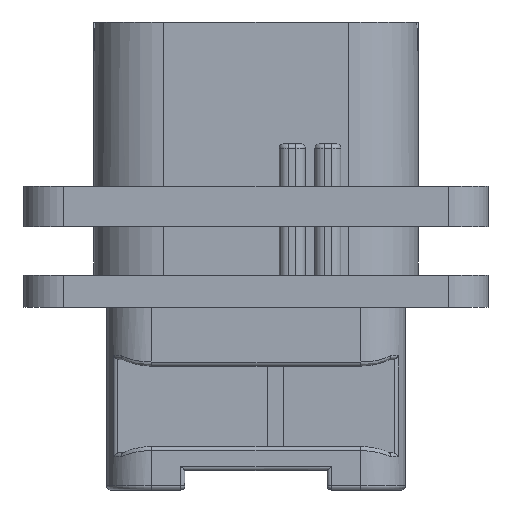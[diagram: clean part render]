
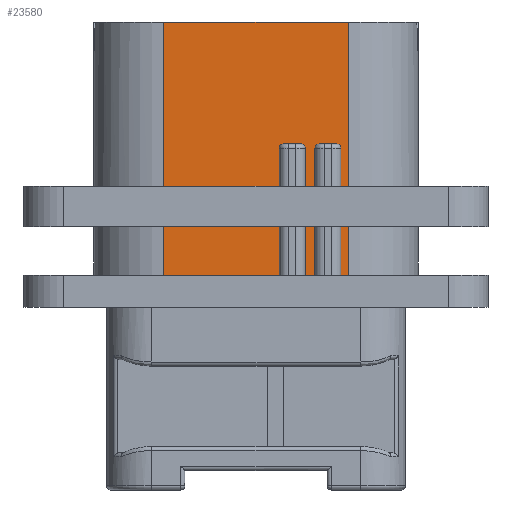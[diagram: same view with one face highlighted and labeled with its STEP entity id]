
A CAD part, front view. The second image highlights one B-rep face of the part: STEP entity #23580.
In plain terms, the highlighted planar face has unit normal (0, -1, 0).
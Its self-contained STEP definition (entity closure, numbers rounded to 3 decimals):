
#1297=DIRECTION('',(1.,0.,0.));
#1298=VECTOR('',#1297,11.4);
#1299=CARTESIAN_POINT('',(-5.7,-9.,17.67));
#1300=LINE('',#1299,#1298);
#1818=DIRECTION('',(1.,0.,0.));
#1819=VECTOR('',#1818,0.45);
#1820=CARTESIAN_POINT('',(5.25,-9.,2.));
#1821=LINE('',#1820,#1819);
#1916=DIRECTION('',(1.,0.,0.));
#1917=VECTOR('',#1916,7.14);
#1918=CARTESIAN_POINT('',(-5.7,-9.,2.));
#1919=LINE('',#1918,#1917);
#1928=DIRECTION('',(0.,0.,1.));
#1929=VECTOR('',#1928,7.87);
#1930=CARTESIAN_POINT('',(3.04,-9.,2.));
#1931=LINE('',#1930,#1929);
#1932=DIRECTION('',(1.,0.,0.));
#1933=VECTOR('',#1932,1.1);
#1934=CARTESIAN_POINT('',(1.69,-9.,10.12));
#1935=LINE('',#1934,#1933);
#1936=DIRECTION('',(0.,0.,1.));
#1937=VECTOR('',#1936,7.87);
#1938=CARTESIAN_POINT('',(1.44,-9.,2.));
#1939=LINE('',#1938,#1937);
#1940=DIRECTION('',(0.,0.,-1.));
#1941=VECTOR('',#1940,15.67);
#1942=CARTESIAN_POINT('',(-5.7,-9.,17.67));
#1943=LINE('',#1942,#1941);
#1944=DIRECTION('',(0.,0.,-1.));
#1945=VECTOR('',#1944,15.67);
#1946=CARTESIAN_POINT('',(5.7,-9.,17.67));
#1947=LINE('',#1946,#1945);
#1948=DIRECTION('',(0.,0.,1.));
#1949=VECTOR('',#1948,7.87);
#1950=CARTESIAN_POINT('',(5.25,-9.,2.));
#1951=LINE('',#1950,#1949);
#1952=DIRECTION('',(1.,0.,0.));
#1953=VECTOR('',#1952,1.1);
#1954=CARTESIAN_POINT('',(3.9,-9.,10.12));
#1955=LINE('',#1954,#1953);
#1956=DIRECTION('',(0.,0.,1.));
#1957=VECTOR('',#1956,7.87);
#1958=CARTESIAN_POINT('',(3.65,-9.,2.));
#1959=LINE('',#1958,#1957);
#1980=DIRECTION('',(1.,0.,0.));
#1981=VECTOR('',#1980,0.61);
#1982=CARTESIAN_POINT('',(3.04,-9.,2.));
#1983=LINE('',#1982,#1981);
#1992=CARTESIAN_POINT('',(3.9,-9.,9.87));
#1993=DIRECTION('',(0.,1.,0.));
#1994=DIRECTION('',(-1.,0.,0.));
#1995=AXIS2_PLACEMENT_3D('',#1992,#1993,#1994);
#2019=CARTESIAN_POINT('',(5.,-9.,9.87));
#2020=DIRECTION('',(0.,1.,0.));
#2021=DIRECTION('',(0.,0.,1.));
#2022=AXIS2_PLACEMENT_3D('',#2019,#2020,#2021);
#7452=CARTESIAN_POINT('',(2.79,-9.,9.87));
#7453=DIRECTION('',(0.,1.,0.));
#7454=DIRECTION('',(0.,0.,1.));
#7455=AXIS2_PLACEMENT_3D('',#7452,#7453,#7454);
#7482=CARTESIAN_POINT('',(1.69,-9.,9.87));
#7483=DIRECTION('',(0.,1.,0.));
#7484=DIRECTION('',(-1.,0.,0.));
#7485=AXIS2_PLACEMENT_3D('',#7482,#7483,#7484);
#18299=CARTESIAN_POINT('',(-5.7,-9.,17.67));
#18300=CARTESIAN_POINT('',(-5.7,-9.,2.));
#18301=VERTEX_POINT('',#18299);
#18302=VERTEX_POINT('',#18300);
#18303=CARTESIAN_POINT('',(5.7,-9.,17.67));
#18304=CARTESIAN_POINT('',(5.7,-9.,2.));
#18305=VERTEX_POINT('',#18303);
#18306=VERTEX_POINT('',#18304);
#20288=CARTESIAN_POINT('',(1.44,-9.,2.));
#20289=VERTEX_POINT('',#20288);
#20290=CARTESIAN_POINT('',(3.04,-9.,2.));
#20291=CARTESIAN_POINT('',(3.65,-9.,2.));
#20292=VERTEX_POINT('',#20290);
#20293=VERTEX_POINT('',#20291);
#20294=CARTESIAN_POINT('',(5.25,-9.,2.));
#20295=VERTEX_POINT('',#20294);
#20336=CARTESIAN_POINT('',(1.44,-9.,9.87));
#20337=VERTEX_POINT('',#20336);
#20338=CARTESIAN_POINT('',(3.04,-9.,9.87));
#20339=VERTEX_POINT('',#20338);
#20340=CARTESIAN_POINT('',(3.65,-9.,9.87));
#20341=VERTEX_POINT('',#20340);
#20342=CARTESIAN_POINT('',(5.25,-9.,9.87));
#20343=VERTEX_POINT('',#20342);
#20392=CARTESIAN_POINT('',(1.69,-9.,10.12));
#20393=VERTEX_POINT('',#20392);
#20394=CARTESIAN_POINT('',(2.79,-9.,10.12));
#20395=VERTEX_POINT('',#20394);
#20396=CARTESIAN_POINT('',(3.9,-9.,10.12));
#20397=VERTEX_POINT('',#20396);
#20398=CARTESIAN_POINT('',(5.,-9.,10.12));
#20399=VERTEX_POINT('',#20398);
#23546=CARTESIAN_POINT('',(-10.05,-9.,2.));
#23547=DIRECTION('',(0.,-1.,0.));
#23548=DIRECTION('',(1.,0.,0.));
#23549=AXIS2_PLACEMENT_3D('',#23546,#23547,#23548);
#23550=PLANE('',#23549);
#23552=ORIENTED_EDGE('',*,*,#23551,.T.);
#23554=ORIENTED_EDGE('',*,*,#23553,.F.);
#23556=ORIENTED_EDGE('',*,*,#23555,.F.);
#23558=ORIENTED_EDGE('',*,*,#23557,.F.);
#23559=ORIENTED_EDGE('',*,*,#23536,.F.);
#23560=ORIENTED_EDGE('',*,*,#23526,.F.);
#23562=ORIENTED_EDGE('',*,*,#23561,.F.);
#23563=ORIENTED_EDGE('',*,*,#22850,.T.);
#23564=ORIENTED_EDGE('',*,*,#23390,.T.);
#23565=ORIENTED_EDGE('',*,*,#23421,.F.);
#23567=ORIENTED_EDGE('',*,*,#23566,.T.);
#23569=ORIENTED_EDGE('',*,*,#23568,.F.);
#23571=ORIENTED_EDGE('',*,*,#23570,.F.);
#23573=ORIENTED_EDGE('',*,*,#23572,.F.);
#23575=ORIENTED_EDGE('',*,*,#23574,.F.);
#23577=ORIENTED_EDGE('',*,*,#23576,.F.);
#23578=EDGE_LOOP('',(#23552,#23554,#23556,#23558,#23559,#23560,#23562,#23563,
#23564,#23565,#23567,#23569,#23571,#23573,#23575,#23577));
#23579=FACE_OUTER_BOUND('',#23578,.F.);
#23580=ADVANCED_FACE('',(#23579),#23550,.T.);
#1996=CIRCLE('',#1995,0.25);
#2023=CIRCLE('',#2022,0.25);
#7456=CIRCLE('',#7455,0.25);
#7486=CIRCLE('',#7485,0.25);
#22850=EDGE_CURVE('',#18301,#18305,#1300,.T.);
#23390=EDGE_CURVE('',#18305,#18306,#1947,.T.);
#23421=EDGE_CURVE('',#20295,#18306,#1821,.T.);
#23526=EDGE_CURVE('',#18302,#20289,#1919,.T.);
#23536=EDGE_CURVE('',#20289,#20337,#1939,.T.);
#23551=EDGE_CURVE('',#20292,#20339,#1931,.T.);
#23553=EDGE_CURVE('',#20395,#20339,#7456,.T.);
#23555=EDGE_CURVE('',#20393,#20395,#1935,.T.);
#23557=EDGE_CURVE('',#20337,#20393,#7486,.T.);
#23561=EDGE_CURVE('',#18301,#18302,#1943,.T.);
#23566=EDGE_CURVE('',#20295,#20343,#1951,.T.);
#23568=EDGE_CURVE('',#20399,#20343,#2023,.T.);
#23570=EDGE_CURVE('',#20397,#20399,#1955,.T.);
#23572=EDGE_CURVE('',#20341,#20397,#1996,.T.);
#23574=EDGE_CURVE('',#20293,#20341,#1959,.T.);
#23576=EDGE_CURVE('',#20292,#20293,#1983,.T.);
